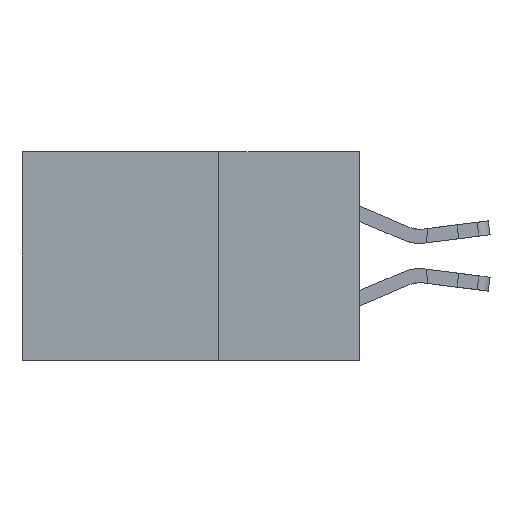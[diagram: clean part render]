
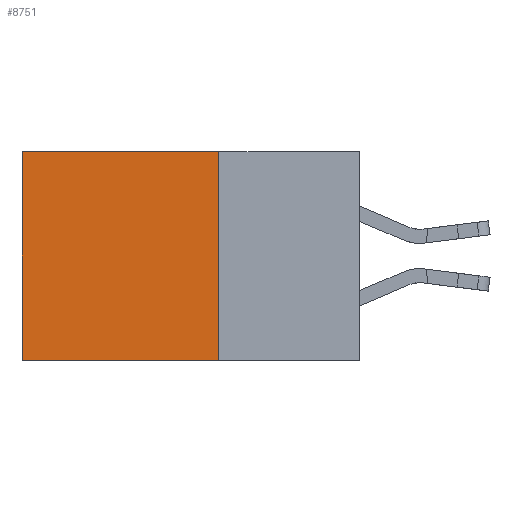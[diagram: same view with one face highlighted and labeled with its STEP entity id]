
A CAD part, left-side view. The second image highlights one B-rep face of the part: STEP entity #8751.
In plain terms, the highlighted planar face has unit normal (-1, 0, 0).
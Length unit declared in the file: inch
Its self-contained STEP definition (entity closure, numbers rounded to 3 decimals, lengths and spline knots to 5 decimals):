
#246 = VERTEX_POINT ( 'NONE', #20879 ) ;
#341 = ORIENTED_EDGE ( 'NONE', *, *, #4173, .F. ) ;
#1067 = DIRECTION ( 'NONE',  ( 1., 0., 0. ) ) ;
#1652 = ORIENTED_EDGE ( 'NONE', *, *, #9558, .T. ) ;
#2510 = DIRECTION ( 'NONE',  ( 0., 1., 0. ) ) ;
#2760 = EDGE_CURVE ( 'NONE', #24691, #246, #6758, .T. ) ;
#2980 = CARTESIAN_POINT ( 'NONE',  ( 0.2875, 0.25, 0. ) ) ;
#4173 = EDGE_CURVE ( 'NONE', #18156, #7172, #9045, .T. ) ;
#4228 = AXIS2_PLACEMENT_3D ( 'NONE', #2980, #1067, #14542 ) ;
#4516 = CARTESIAN_POINT ( 'NONE',  ( 0.2875, 0.25, 0. ) ) ;
#4686 = EDGE_CURVE ( 'NONE', #24691, #18156, #16700, .T. ) ;
#4740 = VECTOR ( 'NONE', #24289, 39.37008 ) ;
#6758 = LINE ( 'NONE', #8337, #16800 ) ;
#6921 = ORIENTED_EDGE ( 'NONE', *, *, #4686, .F. ) ;
#7172 = VERTEX_POINT ( 'NONE', #23079 ) ;
#7247 = VECTOR ( 'NONE', #13544, 39.37008 ) ;
#8337 = CARTESIAN_POINT ( 'NONE',  ( 0.2875, 0.25, 0. ) ) ;
#8751 = ADVANCED_FACE ( 'NONE', ( #12544 ), #10733, .F. ) ;
#9045 = LINE ( 'NONE', #9684, #22285 ) ;
#9266 = LINE ( 'NONE', #22398, #4740 ) ;
#9366 = ORIENTED_EDGE ( 'NONE', *, *, #2760, .T. ) ;
#9558 = EDGE_CURVE ( 'NONE', #246, #7172, #9266, .T. ) ;
#9684 = CARTESIAN_POINT ( 'NONE',  ( 0.2875, 0.25, -0.37 ) ) ;
#10733 = PLANE ( 'NONE',  #4228 ) ;
#12393 = CARTESIAN_POINT ( 'NONE',  ( 0.2875, 0.25, -0.37 ) ) ;
#12544 = FACE_OUTER_BOUND ( 'NONE', #16624, .T. ) ;
#13544 = DIRECTION ( 'NONE',  ( 0., 0., -1. ) ) ;
#14542 = DIRECTION ( 'NONE',  ( 0., 0., -1. ) ) ;
#15385 = DIRECTION ( 'NONE',  ( 0., 1., 0. ) ) ;
#16624 = EDGE_LOOP ( 'NONE', ( #1652, #341, #6921, #9366 ) ) ;
#16700 = LINE ( 'NONE', #4516, #7247 ) ;
#16800 = VECTOR ( 'NONE', #2510, 39.37008 ) ;
#18156 = VERTEX_POINT ( 'NONE', #12393 ) ;
#19049 = CARTESIAN_POINT ( 'NONE',  ( 0.2875, 0.25, 0. ) ) ;
#20879 = CARTESIAN_POINT ( 'NONE',  ( 0.2875, 0.6, 0. ) ) ;
#22285 = VECTOR ( 'NONE', #15385, 39.37008 ) ;
#22398 = CARTESIAN_POINT ( 'NONE',  ( 0.2875, 0.6, 0. ) ) ;
#23079 = CARTESIAN_POINT ( 'NONE',  ( 0.2875, 0.6, -0.37 ) ) ;
#24289 = DIRECTION ( 'NONE',  ( 0., 0., -1. ) ) ;
#24691 = VERTEX_POINT ( 'NONE', #19049 ) ;
